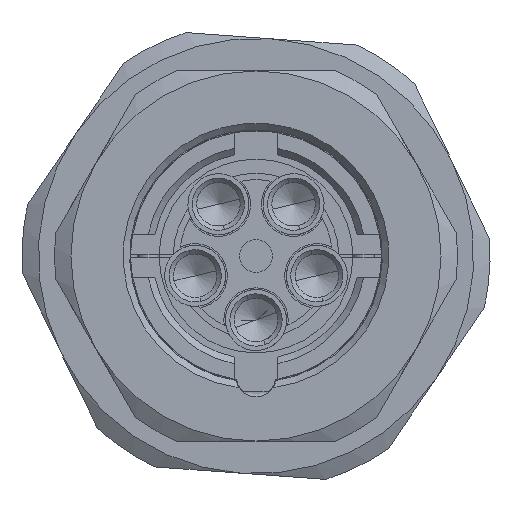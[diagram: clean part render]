
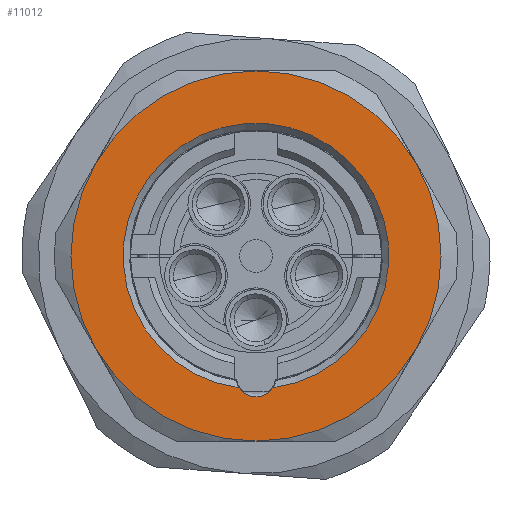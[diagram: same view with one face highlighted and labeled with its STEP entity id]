
A CAD part, front view. The second image highlights one B-rep face of the part: STEP entity #11012.
In plain terms, the highlighted planar face has unit normal (0, -1, 0).
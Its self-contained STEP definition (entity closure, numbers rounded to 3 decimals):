
#43 = PLANE ( 'NONE',  #8936 ) ;
#131 = CARTESIAN_POINT ( 'NONE',  ( 0., -7.7, 0. ) ) ;
#161 = CARTESIAN_POINT ( 'NONE',  ( 0., -7.7, 0. ) ) ;
#197 = AXIS2_PLACEMENT_3D ( 'NONE', #9092, #2981, #10149 ) ;
#253 = CIRCLE ( 'NONE', #4733, 8.5 ) ;
#608 = CARTESIAN_POINT ( 'NONE',  ( 0., -7.7, 0. ) ) ;
#871 = VERTEX_POINT ( 'NONE', #2558 ) ;
#1004 = CIRCLE ( 'NONE', #6593, 6.1 ) ;
#1046 = CARTESIAN_POINT ( 'NONE',  ( 0., -7.7, 0. ) ) ;
#1128 = DIRECTION ( 'NONE',  ( 0., 0., -1. ) ) ;
#1258 = EDGE_CURVE ( 'NONE', #6069, #11180, #5925, .T. ) ;
#1516 = FACE_BOUND ( 'NONE', #10648, .T. ) ;
#1594 = DIRECTION ( 'NONE',  ( 0., 0., 1. ) ) ;
#1841 = ORIENTED_EDGE ( 'NONE', *, *, #4499, .F. ) ;
#2318 = DIRECTION ( 'NONE',  ( 0., 1., 0. ) ) ;
#2480 = EDGE_CURVE ( 'NONE', #871, #9464, #6076, .T. ) ;
#2539 = EDGE_CURVE ( 'NONE', #4565, #11621, #11115, .T. ) ;
#2558 = CARTESIAN_POINT ( 'NONE',  ( 0., -7.7, -6.475 ) ) ;
#2565 = DIRECTION ( 'NONE',  ( 0., 0., 1. ) ) ;
#2607 = DIRECTION ( 'NONE',  ( 0., 1., 0. ) ) ;
#2656 = CARTESIAN_POINT ( 'NONE',  ( 0., -7.7, 0. ) ) ;
#2981 = DIRECTION ( 'NONE',  ( 0., 1., 0. ) ) ;
#3355 = VERTEX_POINT ( 'NONE', #7724 ) ;
#4040 = ORIENTED_EDGE ( 'NONE', *, *, #4893, .F. ) ;
#4078 = DIRECTION ( 'NONE',  ( 0., 1., 0. ) ) ;
#4424 = CARTESIAN_POINT ( 'NONE',  ( 7.361, -7.7, -4.25 ) ) ;
#4499 = EDGE_CURVE ( 'NONE', #11180, #5001, #253, .T. ) ;
#4552 = AXIS2_PLACEMENT_3D ( 'NONE', #161, #7076, #13008 ) ;
#4565 = VERTEX_POINT ( 'NONE', #7798 ) ;
#4674 = DIRECTION ( 'NONE',  ( 0., 1., 0. ) ) ;
#4733 = AXIS2_PLACEMENT_3D ( 'NONE', #10844, #4674, #11843 ) ;
#4893 = EDGE_CURVE ( 'NONE', #5001, #12641, #12703, .T. ) ;
#5001 = VERTEX_POINT ( 'NONE', #8545 ) ;
#5325 = EDGE_CURVE ( 'NONE', #3355, #9464, #1004, .T. ) ;
#5330 = CARTESIAN_POINT ( 'NONE',  ( 0., -7.7, 0. ) ) ;
#5403 = AXIS2_PLACEMENT_3D ( 'NONE', #608, #7679, #1594 ) ;
#5925 = CIRCLE ( 'NONE', #6973, 8.5 ) ;
#6004 = EDGE_CURVE ( 'NONE', #12641, #4565, #13006, .T. ) ;
#6069 = VERTEX_POINT ( 'NONE', #7096 ) ;
#6076 = CIRCLE ( 'NONE', #7380, 0.925 ) ;
#6190 = ORIENTED_EDGE ( 'NONE', *, *, #6387, .F. ) ;
#6346 = DIRECTION ( 'NONE',  ( 0., 0., 1. ) ) ;
#6387 = EDGE_CURVE ( 'NONE', #11621, #6069, #6989, .T. ) ;
#6493 = CARTESIAN_POINT ( 'NONE',  ( 0., -7.7, 8.5 ) ) ;
#6593 = AXIS2_PLACEMENT_3D ( 'NONE', #131, #7174, #1128 ) ;
#6973 = AXIS2_PLACEMENT_3D ( 'NONE', #2656, #2607, #2565 ) ;
#6989 = CIRCLE ( 'NONE', #5403, 8.5 ) ;
#7076 = DIRECTION ( 'NONE',  ( 0., 1., 0. ) ) ;
#7096 = CARTESIAN_POINT ( 'NONE',  ( 0., -7.7, -8.5 ) ) ;
#7174 = DIRECTION ( 'NONE',  ( 0., -1., 0. ) ) ;
#7256 = ORIENTED_EDGE ( 'NONE', *, *, #11541, .T. ) ;
#7380 = AXIS2_PLACEMENT_3D ( 'NONE', #10215, #12549, #9113 ) ;
#7395 = AXIS2_PLACEMENT_3D ( 'NONE', #8407, #2318, #9457 ) ;
#7679 = DIRECTION ( 'NONE',  ( 0., 1., 0. ) ) ;
#7724 = CARTESIAN_POINT ( 'NONE',  ( 0.778, -7.7, -6.05 ) ) ;
#7798 = CARTESIAN_POINT ( 'NONE',  ( 7.361, -7.7, 4.25 ) ) ;
#7808 = ORIENTED_EDGE ( 'NONE', *, *, #5325, .F. ) ;
#8407 = CARTESIAN_POINT ( 'NONE',  ( 0., -7.7, -5.55 ) ) ;
#8545 = CARTESIAN_POINT ( 'NONE',  ( -7.361, -7.7, 4.25 ) ) ;
#8877 = ORIENTED_EDGE ( 'NONE', *, *, #2539, .F. ) ;
#8936 = AXIS2_PLACEMENT_3D ( 'NONE', #1046, #4078, #11251 ) ;
#9092 = CARTESIAN_POINT ( 'NONE',  ( 0., -7.7, 0. ) ) ;
#9113 = DIRECTION ( 'NONE',  ( 0., 0., -1. ) ) ;
#9241 = CARTESIAN_POINT ( 'NONE',  ( -0.778, -7.7, -6.05 ) ) ;
#9457 = DIRECTION ( 'NONE',  ( 0., 0., -1. ) ) ;
#9464 = VERTEX_POINT ( 'NONE', #9241 ) ;
#9506 = CARTESIAN_POINT ( 'NONE',  ( -7.361, -7.7, -4.25 ) ) ;
#9896 = ORIENTED_EDGE ( 'NONE', *, *, #1258, .F. ) ;
#10149 = DIRECTION ( 'NONE',  ( 0., 0., 1. ) ) ;
#10215 = CARTESIAN_POINT ( 'NONE',  ( 0., -7.7, -5.55 ) ) ;
#10648 = EDGE_LOOP ( 'NONE', ( #7256, #13081, #7808 ) ) ;
#10844 = CARTESIAN_POINT ( 'NONE',  ( 0., -7.7, 0. ) ) ;
#11012 = ADVANCED_FACE ( 'NONE', ( #12077, #1516 ), #43, .F. ) ;
#11115 = CIRCLE ( 'NONE', #4552, 8.5 ) ;
#11180 = VERTEX_POINT ( 'NONE', #9506 ) ;
#11251 = DIRECTION ( 'NONE',  ( 0., 0., 1. ) ) ;
#11390 = CIRCLE ( 'NONE', #7395, 0.925 ) ;
#11541 = EDGE_CURVE ( 'NONE', #3355, #871, #11390, .T. ) ;
#11587 = AXIS2_PLACEMENT_3D ( 'NONE', #5330, #12528, #6346 ) ;
#11621 = VERTEX_POINT ( 'NONE', #4424 ) ;
#11843 = DIRECTION ( 'NONE',  ( 0., 0., 1. ) ) ;
#12077 = FACE_OUTER_BOUND ( 'NONE', #12204, .T. ) ;
#12204 = EDGE_LOOP ( 'NONE', ( #4040, #1841, #9896, #6190, #8877, #12837 ) ) ;
#12528 = DIRECTION ( 'NONE',  ( 0., 1., 0. ) ) ;
#12549 = DIRECTION ( 'NONE',  ( 0., 1., 0. ) ) ;
#12641 = VERTEX_POINT ( 'NONE', #6493 ) ;
#12703 = CIRCLE ( 'NONE', #11587, 8.5 ) ;
#12837 = ORIENTED_EDGE ( 'NONE', *, *, #6004, .F. ) ;
#13006 = CIRCLE ( 'NONE', #197, 8.5 ) ;
#13008 = DIRECTION ( 'NONE',  ( -1., 0., 0. ) ) ;
#13081 = ORIENTED_EDGE ( 'NONE', *, *, #2480, .T. ) ;
